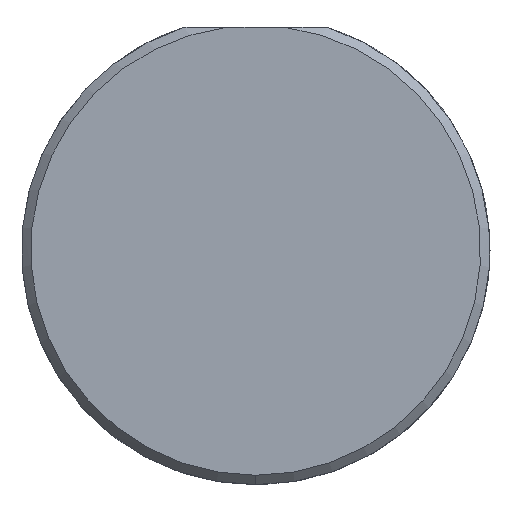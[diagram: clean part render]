
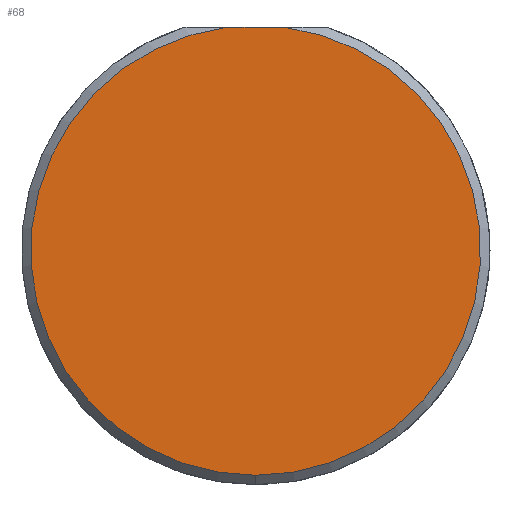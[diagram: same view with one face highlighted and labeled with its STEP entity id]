
A CAD part, left-side view. The second image highlights one B-rep face of the part: STEP entity #68.
In plain terms, the highlighted planar face has unit normal (-1, 0, 0).
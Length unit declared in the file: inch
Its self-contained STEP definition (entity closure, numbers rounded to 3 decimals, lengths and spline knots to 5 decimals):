
#33 = EDGE_CURVE ( 'NONE', #127, #99, #490, .T. ) ;
#51 = VERTEX_POINT ( 'NONE', #181 ) ;
#68 = ADVANCED_FACE ( 'NONE', ( #515 ), #572, .F. ) ;
#78 = AXIS2_PLACEMENT_3D ( 'NONE', #90, #557, #117 ) ;
#83 = ORIENTED_EDGE ( 'NONE', *, *, #359, .T. ) ;
#88 = CARTESIAN_POINT ( 'NONE',  ( 0., 0., 0. ) ) ;
#90 = CARTESIAN_POINT ( 'NONE',  ( 0., 0., 0. ) ) ;
#99 = VERTEX_POINT ( 'NONE', #772 ) ;
#117 = DIRECTION ( 'NONE',  ( 0., 0., -1. ) ) ;
#127 = VERTEX_POINT ( 'NONE', #583 ) ;
#181 = CARTESIAN_POINT ( 'NONE',  ( 0., 0., -0.23985 ) ) ;
#240 = EDGE_LOOP ( 'NONE', ( #698, #648, #83 ) ) ;
#281 = AXIS2_PLACEMENT_3D ( 'NONE', #362, #620, #291 ) ;
#291 = DIRECTION ( 'NONE',  ( 0., 0., -1. ) ) ;
#357 = DIRECTION ( 'NONE',  ( -1., 0., 0. ) ) ;
#359 = EDGE_CURVE ( 'NONE', #51, #127, #453, .T. ) ;
#362 = CARTESIAN_POINT ( 'NONE',  ( 0., 0., 0. ) ) ;
#378 = DIRECTION ( 'NONE',  ( 0., 1., 0. ) ) ;
#453 = CIRCLE ( 'NONE', #670, 0.23985 ) ;
#490 = LINE ( 'NONE', #701, #506 ) ;
#506 = VECTOR ( 'NONE', #378, 39.37008 ) ;
#515 = FACE_OUTER_BOUND ( 'NONE', #240, .T. ) ;
#557 = DIRECTION ( 'NONE',  ( 1., 0., 0. ) ) ;
#559 = CIRCLE ( 'NONE', #281, 0.23985 ) ;
#572 = PLANE ( 'NONE',  #78 ) ;
#583 = CARTESIAN_POINT ( 'NONE',  ( 0., -0.03091, 0.23785 ) ) ;
#616 = DIRECTION ( 'NONE',  ( 0., 0., -1. ) ) ;
#620 = DIRECTION ( 'NONE',  ( -1., 0., 0. ) ) ;
#648 = ORIENTED_EDGE ( 'NONE', *, *, #793, .T. ) ;
#670 = AXIS2_PLACEMENT_3D ( 'NONE', #88, #357, #616 ) ;
#698 = ORIENTED_EDGE ( 'NONE', *, *, #33, .T. ) ;
#701 = CARTESIAN_POINT ( 'NONE',  ( 0., 0.24985, 0.23785 ) ) ;
#772 = CARTESIAN_POINT ( 'NONE',  ( 0., 0.03091, 0.23785 ) ) ;
#793 = EDGE_CURVE ( 'NONE', #99, #51, #559, .T. ) ;
